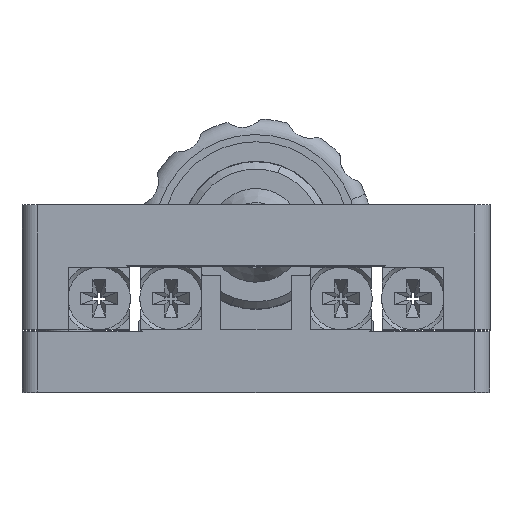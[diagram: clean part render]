
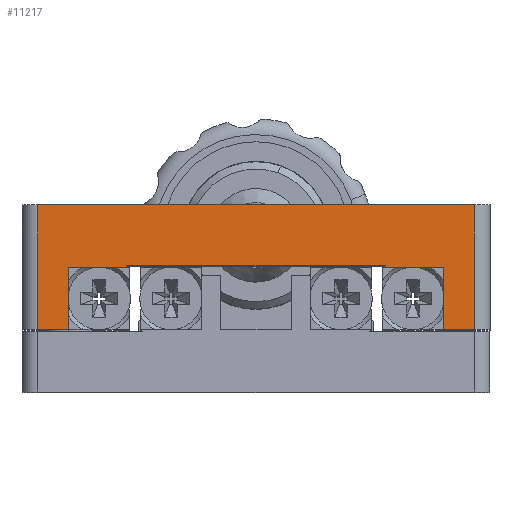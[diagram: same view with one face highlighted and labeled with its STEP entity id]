
A CAD part, top view. The second image highlights one B-rep face of the part: STEP entity #11217.
In plain terms, the highlighted planar face has unit normal (0, 0, 1).
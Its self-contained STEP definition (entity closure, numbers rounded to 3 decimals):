
#122 = LINE ( 'NONE', #2758, #4094 ) ;
#229 = EDGE_CURVE ( 'NONE', #592, #12938, #3928, .T. ) ;
#592 = VERTEX_POINT ( 'NONE', #905 ) ;
#905 = CARTESIAN_POINT ( 'NONE',  ( -14., 12., 15. ) ) ;
#1141 = DIRECTION ( 'NONE',  ( -1., 0., 0. ) ) ;
#1206 = DIRECTION ( 'NONE',  ( 0., -1., 0. ) ) ;
#1389 = CARTESIAN_POINT ( 'NONE',  ( 14., 12., 15. ) ) ;
#1408 = CARTESIAN_POINT ( 'NONE',  ( -8.3, 8., 15. ) ) ;
#1534 = VERTEX_POINT ( 'NONE', #16352 ) ;
#1688 = VECTOR ( 'NONE', #9698, 1000. ) ;
#1788 = LINE ( 'NONE', #8289, #4435 ) ;
#1868 = EDGE_CURVE ( 'NONE', #11510, #6828, #1991, .T. ) ;
#1971 = ORIENTED_EDGE ( 'NONE', *, *, #5607, .T. ) ;
#1979 = CARTESIAN_POINT ( 'NONE',  ( 8.3, 8.1, 15. ) ) ;
#1991 = LINE ( 'NONE', #2937, #1688 ) ;
#2057 = EDGE_CURVE ( 'NONE', #6828, #5378, #15392, .T. ) ;
#2475 = CARTESIAN_POINT ( 'NONE',  ( -15., 12., 15. ) ) ;
#2758 = CARTESIAN_POINT ( 'NONE',  ( 8.3, 8., 15. ) ) ;
#2937 = CARTESIAN_POINT ( 'NONE',  ( -8.3, 8.1, 15. ) ) ;
#3366 = CARTESIAN_POINT ( 'NONE',  ( 12., 4., 15. ) ) ;
#3500 = LINE ( 'NONE', #7251, #14452 ) ;
#3877 = ORIENTED_EDGE ( 'NONE', *, *, #1868, .F. ) ;
#3928 = LINE ( 'NONE', #6585, #15274 ) ;
#3977 = VECTOR ( 'NONE', #9936, 1000. ) ;
#3981 = CARTESIAN_POINT ( 'NONE',  ( 12., 8., 15. ) ) ;
#4094 = VECTOR ( 'NONE', #1141, 1000. ) ;
#4179 = DIRECTION ( 'NONE',  ( -1., 0., 0. ) ) ;
#4224 = CARTESIAN_POINT ( 'NONE',  ( -12., 8., 15. ) ) ;
#4435 = VECTOR ( 'NONE', #4179, 1000. ) ;
#4477 = ORIENTED_EDGE ( 'NONE', *, *, #7330, .F. ) ;
#5378 = VERTEX_POINT ( 'NONE', #1408 ) ;
#5488 = LINE ( 'NONE', #6614, #10042 ) ;
#5607 = EDGE_CURVE ( 'NONE', #9034, #9587, #3500, .T. ) ;
#6396 = AXIS2_PLACEMENT_3D ( 'NONE', #12013, #15851, #7595 ) ;
#6585 = CARTESIAN_POINT ( 'NONE',  ( -14., 4., 15. ) ) ;
#6614 = CARTESIAN_POINT ( 'NONE',  ( -15., 4., 15. ) ) ;
#6828 = VERTEX_POINT ( 'NONE', #9731 ) ;
#6918 = ORIENTED_EDGE ( 'NONE', *, *, #12464, .F. ) ;
#7251 = CARTESIAN_POINT ( 'NONE',  ( 14., 12., 15. ) ) ;
#7329 = ORIENTED_EDGE ( 'NONE', *, *, #15823, .F. ) ;
#7330 = EDGE_CURVE ( 'NONE', #11079, #12938, #5488, .T. ) ;
#7361 = DIRECTION ( 'NONE',  ( 0., -1., 0. ) ) ;
#7595 = DIRECTION ( 'NONE',  ( 1., 0., 0. ) ) ;
#7601 = VECTOR ( 'NONE', #7361, 1000. ) ;
#7640 = EDGE_CURVE ( 'NONE', #9034, #12962, #11611, .T. ) ;
#8070 = CARTESIAN_POINT ( 'NONE',  ( 8.3, 8.1, 15. ) ) ;
#8289 = CARTESIAN_POINT ( 'NONE',  ( -12., 8., 15. ) ) ;
#8384 = VECTOR ( 'NONE', #10425, 1000. ) ;
#9034 = VERTEX_POINT ( 'NONE', #12440 ) ;
#9267 = DIRECTION ( 'NONE',  ( -1., 0., 0. ) ) ;
#9308 = LINE ( 'NONE', #11626, #10755 ) ;
#9587 = VERTEX_POINT ( 'NONE', #1389 ) ;
#9698 = DIRECTION ( 'NONE',  ( -1., 0., 0. ) ) ;
#9731 = CARTESIAN_POINT ( 'NONE',  ( -8.3, 8.1, 15. ) ) ;
#9936 = DIRECTION ( 'NONE',  ( 0., 1., 0. ) ) ;
#9966 = VECTOR ( 'NONE', #10321, 1000. ) ;
#10042 = VECTOR ( 'NONE', #9267, 1000. ) ;
#10047 = EDGE_CURVE ( 'NONE', #15638, #11079, #9308, .T. ) ;
#10321 = DIRECTION ( 'NONE',  ( 0., 1., 0. ) ) ;
#10425 = DIRECTION ( 'NONE',  ( -1., 0., 0. ) ) ;
#10664 = LINE ( 'NONE', #2475, #13486 ) ;
#10755 = VECTOR ( 'NONE', #1206, 1000. ) ;
#10964 = VERTEX_POINT ( 'NONE', #13496 ) ;
#11079 = VERTEX_POINT ( 'NONE', #16389 ) ;
#11199 = EDGE_CURVE ( 'NONE', #592, #9587, #10664, .T. ) ;
#11217 = ADVANCED_FACE ( 'NONE', ( #14078 ), #16815, .T. ) ;
#11231 = CARTESIAN_POINT ( 'NONE',  ( -14., 4., 15. ) ) ;
#11292 = CARTESIAN_POINT ( 'NONE',  ( 12., 4., 15. ) ) ;
#11351 = ORIENTED_EDGE ( 'NONE', *, *, #2057, .F. ) ;
#11510 = VERTEX_POINT ( 'NONE', #8070 ) ;
#11611 = LINE ( 'NONE', #11292, #8384 ) ;
#11626 = CARTESIAN_POINT ( 'NONE',  ( -12., 8., 15. ) ) ;
#11825 = EDGE_CURVE ( 'NONE', #12962, #10964, #15510, .T. ) ;
#11877 = DIRECTION ( 'NONE',  ( 0., -1., 0. ) ) ;
#12013 = CARTESIAN_POINT ( 'NONE',  ( 8.3, 8., 15. ) ) ;
#12440 = CARTESIAN_POINT ( 'NONE',  ( 14., 4., 15. ) ) ;
#12464 = EDGE_CURVE ( 'NONE', #1534, #11510, #13766, .T. ) ;
#12474 = DIRECTION ( 'NONE',  ( 0., 1., 0. ) ) ;
#12938 = VERTEX_POINT ( 'NONE', #11231 ) ;
#12962 = VERTEX_POINT ( 'NONE', #3366 ) ;
#13071 = EDGE_LOOP ( 'NONE', ( #14884, #16017, #4477, #15771, #16075, #11351, #3877, #6918, #7329, #15049, #16221, #1971 ) ) ;
#13486 = VECTOR ( 'NONE', #14167, 1000. ) ;
#13496 = CARTESIAN_POINT ( 'NONE',  ( 12., 8., 15. ) ) ;
#13766 = LINE ( 'NONE', #1979, #3977 ) ;
#14078 = FACE_OUTER_BOUND ( 'NONE', #13071, .T. ) ;
#14109 = CARTESIAN_POINT ( 'NONE',  ( -8.3, 8.1, 15. ) ) ;
#14167 = DIRECTION ( 'NONE',  ( 1., 0., 0. ) ) ;
#14452 = VECTOR ( 'NONE', #12474, 1000. ) ;
#14884 = ORIENTED_EDGE ( 'NONE', *, *, #11199, .F. ) ;
#15049 = ORIENTED_EDGE ( 'NONE', *, *, #11825, .F. ) ;
#15274 = VECTOR ( 'NONE', #11877, 1000. ) ;
#15392 = LINE ( 'NONE', #14109, #7601 ) ;
#15510 = LINE ( 'NONE', #3981, #9966 ) ;
#15638 = VERTEX_POINT ( 'NONE', #4224 ) ;
#15771 = ORIENTED_EDGE ( 'NONE', *, *, #10047, .F. ) ;
#15823 = EDGE_CURVE ( 'NONE', #10964, #1534, #122, .T. ) ;
#15851 = DIRECTION ( 'NONE',  ( 0., 0., 1. ) ) ;
#16017 = ORIENTED_EDGE ( 'NONE', *, *, #229, .T. ) ;
#16075 = ORIENTED_EDGE ( 'NONE', *, *, #16315, .F. ) ;
#16221 = ORIENTED_EDGE ( 'NONE', *, *, #7640, .F. ) ;
#16315 = EDGE_CURVE ( 'NONE', #5378, #15638, #1788, .T. ) ;
#16352 = CARTESIAN_POINT ( 'NONE',  ( 8.3, 8., 15. ) ) ;
#16389 = CARTESIAN_POINT ( 'NONE',  ( -12., 4., 15. ) ) ;
#16815 = PLANE ( 'NONE',  #6396 ) ;
